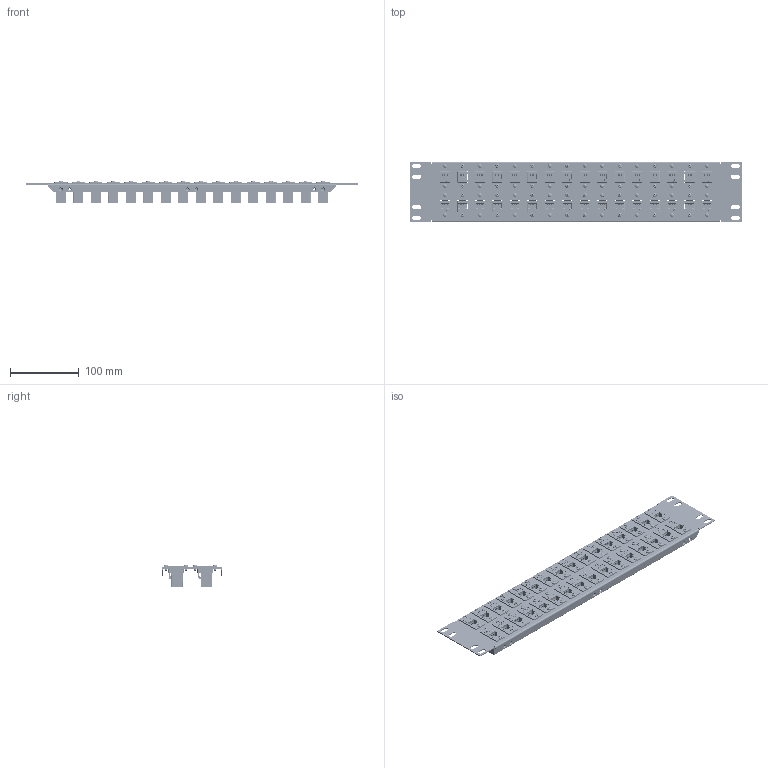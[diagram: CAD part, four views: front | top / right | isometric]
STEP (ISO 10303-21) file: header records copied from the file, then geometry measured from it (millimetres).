
FILE_DESCRIPTION (( 'STEP AP203' ), '1' );
FILE_NAME ('PR35F504B-SC3.STEP', '2014-10-15T18:40:00', ( 'x' ), ( '' ), 'SwSTEP 2.0', 'SolidWorks 2014', '' );
FILE_SCHEMA (( 'CONFIG_CONTROL_DESIGN' ));
Length unit declared in the file: inch
Products named in the file (5): 91772A106_default; PR35F504B-SC3; PR35F504B; ECF-SK_with Global Connectivity logo; TDG1026KS-8P
Assembly tree (129 placements, depth 2):
  PR35F504B-SC3
    PR35F504B
    ECF-SK_with Global Connectivity logo  x32
    TDG1026KS-8P  x32
    91772A106_default  x64
Bounding box: 482.6 x 88.39 x 32.38 mm (x, y, z)
Volume: 277632.8 mm3; surface area: 289411.5 mm2
Topology: 129 solids, 129 shells, 17456 faces, 46843 edges, 30114 vertices
Faces by surface type: plane 10595, cone 2456, cylinder 2356, bspline 1665, sphere 256, torus 128
Entity records: 79367 total; most frequent: CARTESIAN_POINT 35266, ORIENTED_EDGE 9144, DIRECTION 6594, EDGE_CURVE 4572, VERTEX_POINT 3020, LINE 3002, VECTOR 3002, EDGE_LOOP 2034
